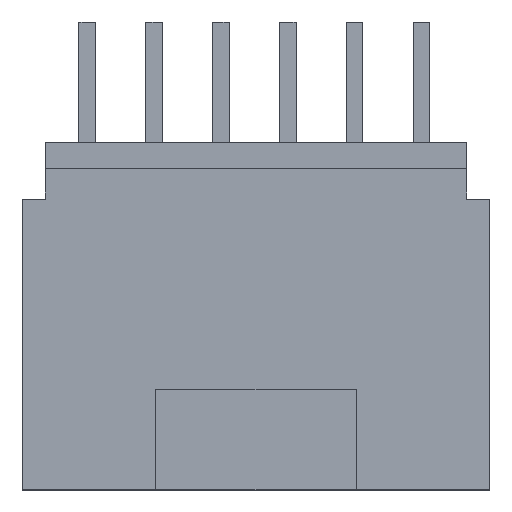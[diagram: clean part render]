
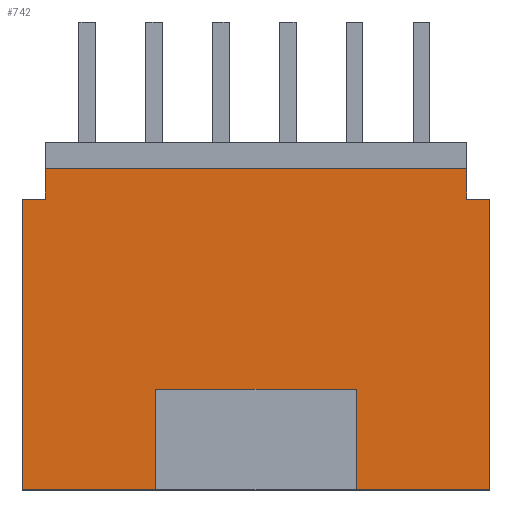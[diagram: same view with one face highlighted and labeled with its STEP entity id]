
A CAD part, top view. The second image highlights one B-rep face of the part: STEP entity #742.
In plain terms, the highlighted planar face has unit normal (0, 0, 1).
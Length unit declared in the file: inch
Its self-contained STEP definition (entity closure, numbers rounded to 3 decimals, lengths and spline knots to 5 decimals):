
#655=FACE_OUTER_BOUND('',#945,.T.);
#742=ADVANCED_FACE('',(#655),#829,.F.);
#829=PLANE('',#2257);
#945=EDGE_LOOP('',(#1139,#1140,#1141,#1142,#1143,#1144,#1145,#1146,#1147,
#1148,#1149,#1150));
#1139=ORIENTED_EDGE('',*,*,#1699,.F.);
#1140=ORIENTED_EDGE('',*,*,#1679,.T.);
#1141=ORIENTED_EDGE('',*,*,#1653,.F.);
#1142=ORIENTED_EDGE('',*,*,#1685,.F.);
#1143=ORIENTED_EDGE('',*,*,#1700,.F.);
#1144=ORIENTED_EDGE('',*,*,#1701,.F.);
#1145=ORIENTED_EDGE('',*,*,#1657,.F.);
#1146=ORIENTED_EDGE('',*,*,#1682,.F.);
#1147=ORIENTED_EDGE('',*,*,#1702,.F.);
#1148=ORIENTED_EDGE('',*,*,#1703,.F.);
#1149=ORIENTED_EDGE('',*,*,#1697,.T.);
#1150=ORIENTED_EDGE('',*,*,#1704,.F.);
#1509=VERTEX_POINT('',#2842);
#1510=VERTEX_POINT('',#2844);
#1513=VERTEX_POINT('',#2850);
#1514=VERTEX_POINT('',#2852);
#1531=VERTEX_POINT('',#2894);
#1532=VERTEX_POINT('',#2898);
#1534=VERTEX_POINT('',#2904);
#1540=VERTEX_POINT('',#2927);
#1541=VERTEX_POINT('',#2929);
#1542=VERTEX_POINT('',#2933);
#1543=VERTEX_POINT('',#2935);
#1544=VERTEX_POINT('',#2938);
#1653=EDGE_CURVE('',#1509,#1510,#1869,.T.);
#1657=EDGE_CURVE('',#1513,#1514,#1873,.T.);
#1679=EDGE_CURVE('',#1531,#1510,#1895,.T.);
#1682=EDGE_CURVE('',#1532,#1513,#1898,.T.);
#1685=EDGE_CURVE('',#1534,#1509,#1901,.T.);
#1697=EDGE_CURVE('',#1541,#1540,#1913,.T.);
#1699=EDGE_CURVE('',#1531,#1542,#1915,.T.);
#1700=EDGE_CURVE('',#1543,#1534,#1916,.T.);
#1701=EDGE_CURVE('',#1514,#1543,#1917,.T.);
#1702=EDGE_CURVE('',#1544,#1532,#1918,.T.);
#1703=EDGE_CURVE('',#1541,#1544,#1919,.T.);
#1704=EDGE_CURVE('',#1542,#1540,#1920,.T.);
#1869=LINE('',#2843,#2085);
#1873=LINE('',#2851,#2089);
#1895=LINE('',#2893,#2111);
#1898=LINE('',#2899,#2114);
#1901=LINE('',#2905,#2117);
#1913=LINE('',#2928,#2129);
#1915=LINE('',#2932,#2131);
#1916=LINE('',#2934,#2132);
#1917=LINE('',#2936,#2133);
#1918=LINE('',#2937,#2134);
#1919=LINE('',#2939,#2135);
#1920=LINE('',#2940,#2136);
#2085=VECTOR('',#2395,1.);
#2089=VECTOR('',#2399,1.);
#2111=VECTOR('',#2427,1.);
#2114=VECTOR('',#2432,1.);
#2117=VECTOR('',#2437,1.);
#2129=VECTOR('',#2459,1.);
#2131=VECTOR('',#2463,1.);
#2132=VECTOR('',#2464,1.);
#2133=VECTOR('',#2465,1.);
#2134=VECTOR('',#2466,1.);
#2135=VECTOR('',#2467,1.);
#2136=VECTOR('',#2468,1.);
#2257=AXIS2_PLACEMENT_3D('',#2941,#2469,#2470);
#2395=DIRECTION('',(-1.,0.,0.));
#2399=DIRECTION('',(-1.,0.,0.));
#2427=DIRECTION('',(0.,-1.,0.));
#2432=DIRECTION('',(0.,-1.,0.));
#2437=DIRECTION('',(0.,-1.,0.));
#2459=DIRECTION('',(-1.,0.,0.));
#2463=DIRECTION('',(1.,0.,0.));
#2464=DIRECTION('',(-1.,0.,0.));
#2465=DIRECTION('',(0.,1.,0.));
#2466=DIRECTION('',(1.,0.,0.));
#2467=DIRECTION('',(0.,-1.,0.));
#2468=DIRECTION('',(0.,1.,0.));
#2469=DIRECTION('',(0.,0.,-1.));
#2470=DIRECTION('',(0.,1.,0.));
#2842=CARTESIAN_POINT('',(0.2,0.,0.2));
#2843=CARTESIAN_POINT('',(0.2,0.,0.2));
#2844=CARTESIAN_POINT('',(0.,0.,0.2));
#2850=CARTESIAN_POINT('',(0.7,0.,0.2));
#2851=CARTESIAN_POINT('',(0.7,0.,0.2));
#2852=CARTESIAN_POINT('',(0.5,0.,0.2));
#2893=CARTESIAN_POINT('',(0.,0.48,0.2));
#2894=CARTESIAN_POINT('',(0.,0.435,0.2));
#2898=CARTESIAN_POINT('',(0.7,0.435,0.2));
#2899=CARTESIAN_POINT('',(0.7,5.,0.2));
#2904=CARTESIAN_POINT('',(0.2,0.15,0.2));
#2905=CARTESIAN_POINT('',(0.2,5.,0.2));
#2927=CARTESIAN_POINT('',(0.035,0.48,0.2));
#2928=CARTESIAN_POINT('',(10.,0.48,0.2));
#2929=CARTESIAN_POINT('',(0.665,0.48,0.2));
#2932=CARTESIAN_POINT('',(10.,0.435,0.2));
#2933=CARTESIAN_POINT('',(0.035,0.435,0.2));
#2934=CARTESIAN_POINT('',(10.,0.15,0.2));
#2935=CARTESIAN_POINT('',(0.5,0.15,0.2));
#2936=CARTESIAN_POINT('',(0.5,5.,0.2));
#2937=CARTESIAN_POINT('',(10.,0.435,0.2));
#2938=CARTESIAN_POINT('',(0.665,0.435,0.2));
#2939=CARTESIAN_POINT('',(0.665,0.48,0.2));
#2940=CARTESIAN_POINT('',(0.035,0.48,0.2));
#2941=CARTESIAN_POINT('',(10.,0.48,0.2));
